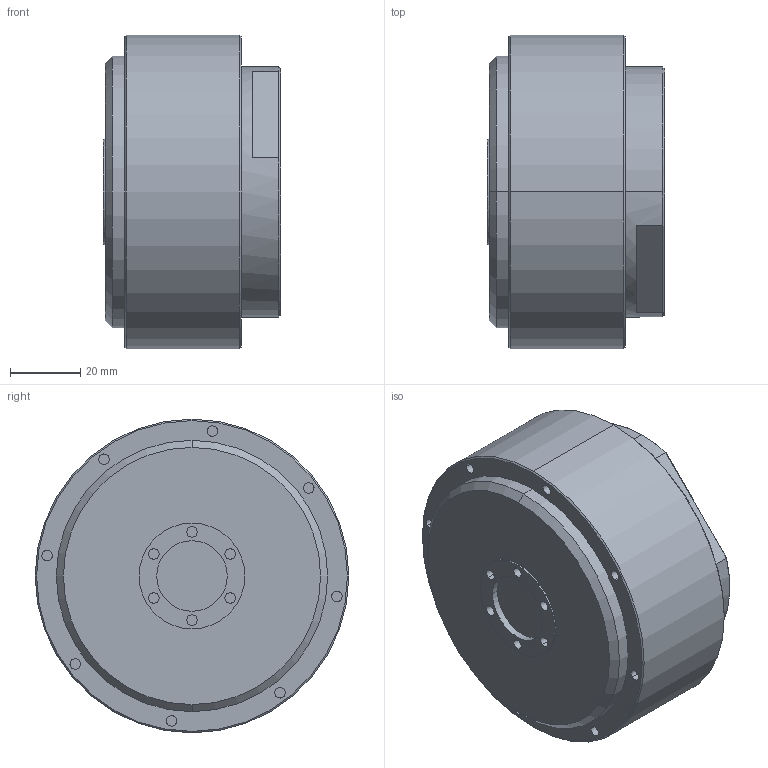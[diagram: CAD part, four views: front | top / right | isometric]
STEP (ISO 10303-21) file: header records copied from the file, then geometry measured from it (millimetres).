
FILE_DESCRIPTION((''),'2;1');
FILE_NAME('AK70-10','2020-07-21T',('Administrator'),(''),'PRO/ENGINEER BY PARAMETRIC TECHNOLOGY CORPORATION, 2013040','PRO/ENGINEER BY PARAMETRIC TECHNOLOGY CORPORATION, 2013040','');
FILE_SCHEMA(('CONFIG_CONTROL_DESIGN'));
Length unit declared in the file: millimetre
Products named in the file (1): AK70-10
Bounding box: 50.25 x 89 x 89 mm (x, y, z)
Volume: 272981.7 mm3; surface area: 26376.8 mm2
Topology: 1 solids, 1 shells, 92 faces, 184 edges, 120 vertices
Faces by surface type: cylinder 54, plane 31, cone 7
Entity records: 2480 total; most frequent: DIRECTION 483, CARTESIAN_POINT 401, ORIENTED_EDGE 368, AXIS2_PLACEMENT_3D 209, EDGE_CURVE 184, VERTEX_POINT 120, EDGE_LOOP 118, CIRCLE 117
